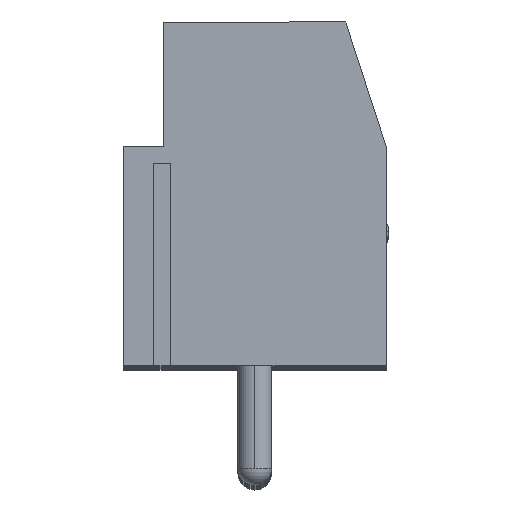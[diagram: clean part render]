
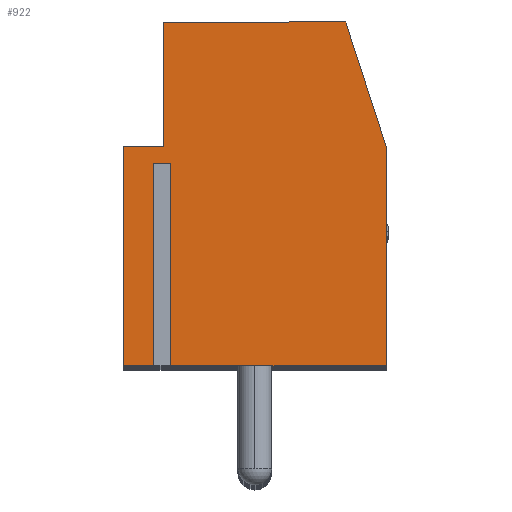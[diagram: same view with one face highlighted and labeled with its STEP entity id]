
A CAD part, top view. The second image highlights one B-rep face of the part: STEP entity #922.
In plain terms, the highlighted planar face has unit normal (0, 0, 1).
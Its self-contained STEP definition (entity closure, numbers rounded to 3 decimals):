
#68 = CARTESIAN_POINT ( 'NONE',  ( 3.9, 1.4, 0. ) ) ;
#77 = CARTESIAN_POINT ( 'NONE',  ( -3.9, 0., 0. ) ) ;
#127 = ORIENTED_EDGE ( 'NONE', *, *, #3551, .T. ) ;
#159 = CARTESIAN_POINT ( 'NONE',  ( -2.7, 0., 0. ) ) ;
#198 = DIRECTION ( 'NONE',  ( 1., 0., 0. ) ) ;
#316 = FACE_OUTER_BOUND ( 'NONE', #1053, .T. ) ;
#408 = LINE ( 'NONE', #3214, #2799 ) ;
#493 = LINE ( 'NONE', #159, #1743 ) ;
#551 = LINE ( 'NONE', #694, #2942 ) ;
#563 = EDGE_CURVE ( 'NONE', #1438, #3411, #4183, .T. ) ;
#582 = ORIENTED_EDGE ( 'NONE', *, *, #3706, .T. ) ;
#643 = AXIS2_PLACEMENT_3D ( 'NONE', #4647, #3968, #3878 ) ;
#667 = EDGE_CURVE ( 'NONE', #4793, #3026, #3590, .T. ) ;
#694 = CARTESIAN_POINT ( 'NONE',  ( 0., -5.1, 0. ) ) ;
#799 = ORIENTED_EDGE ( 'NONE', *, *, #1499, .F. ) ;
#842 = VERTEX_POINT ( 'NONE', #3355 ) ;
#845 = VERTEX_POINT ( 'NONE', #5947 ) ;
#863 = CARTESIAN_POINT ( 'NONE',  ( 2.7, 5.1, 0. ) ) ;
#880 = VERTEX_POINT ( 'NONE', #863 ) ;
#922 = ADVANCED_FACE ( 'NONE', ( #316 ), #4270, .T. ) ;
#924 = LINE ( 'NONE', #77, #2347 ) ;
#1053 = EDGE_LOOP ( 'NONE', ( #2081, #2461, #4084, #799, #1472, #5492, #4650, #3776, #582, #2284, #127 ) ) ;
#1333 = VERTEX_POINT ( 'NONE', #2973 ) ;
#1438 = VERTEX_POINT ( 'NONE', #4207 ) ;
#1472 = ORIENTED_EDGE ( 'NONE', *, *, #5919, .T. ) ;
#1499 = EDGE_CURVE ( 'NONE', #1333, #4793, #1669, .T. ) ;
#1557 = CARTESIAN_POINT ( 'NONE',  ( 3.9, -5.1, 0. ) ) ;
#1669 = LINE ( 'NONE', #3378, #2810 ) ;
#1743 = VECTOR ( 'NONE', #5342, 1000. ) ;
#1959 = CARTESIAN_POINT ( 'NONE',  ( -2.89, -9.1, 0. ) ) ;
#2001 = CARTESIAN_POINT ( 'NONE',  ( 3.9, 0., 0. ) ) ;
#2041 = CARTESIAN_POINT ( 'NONE',  ( 0., 5.1, 0. ) ) ;
#2081 = ORIENTED_EDGE ( 'NONE', *, *, #563, .T. ) ;
#2256 = VECTOR ( 'NONE', #3470, 1000. ) ;
#2284 = ORIENTED_EDGE ( 'NONE', *, *, #5041, .T. ) ;
#2316 = VECTOR ( 'NONE', #2917, 1000. ) ;
#2347 = VECTOR ( 'NONE', #2946, 1000. ) ;
#2393 = CARTESIAN_POINT ( 'NONE',  ( -2.89, 0.9, 0. ) ) ;
#2452 = DIRECTION ( 'NONE',  ( 0., 1., 0. ) ) ;
#2461 = ORIENTED_EDGE ( 'NONE', *, *, #3779, .T. ) ;
#2687 = VERTEX_POINT ( 'NONE', #1557 ) ;
#2799 = VECTOR ( 'NONE', #3687, 1000. ) ;
#2810 = VECTOR ( 'NONE', #5267, 1000. ) ;
#2917 = DIRECTION ( 'NONE',  ( -1., 0., 0. ) ) ;
#2942 = VECTOR ( 'NONE', #198, 1000. ) ;
#2946 = DIRECTION ( 'NONE',  ( 0., -1., 0. ) ) ;
#2973 = CARTESIAN_POINT ( 'NONE',  ( -2.61, -5.1, 0. ) ) ;
#3026 = VERTEX_POINT ( 'NONE', #2393 ) ;
#3114 = CARTESIAN_POINT ( 'NONE',  ( 0., -5.1, 0. ) ) ;
#3214 = CARTESIAN_POINT ( 'NONE',  ( 0., 1.4, 0. ) ) ;
#3355 = CARTESIAN_POINT ( 'NONE',  ( -2.7, 5.1, 0. ) ) ;
#3378 = CARTESIAN_POINT ( 'NONE',  ( -2.61, -9.1, 0. ) ) ;
#3411 = VERTEX_POINT ( 'NONE', #6008 ) ;
#3432 = CARTESIAN_POINT ( 'NONE',  ( -2.61, 0.9, 0. ) ) ;
#3470 = DIRECTION ( 'NONE',  ( 1., 0., 0. ) ) ;
#3544 = CARTESIAN_POINT ( 'NONE',  ( -2.7, 1.4, 0. ) ) ;
#3551 = EDGE_CURVE ( 'NONE', #845, #1438, #924, .T. ) ;
#3590 = LINE ( 'NONE', #5416, #2316 ) ;
#3681 = LINE ( 'NONE', #5714, #4757 ) ;
#3687 = DIRECTION ( 'NONE',  ( -1., 0., 0. ) ) ;
#3695 = LINE ( 'NONE', #1959, #5972 ) ;
#3706 = EDGE_CURVE ( 'NONE', #842, #4423, #493, .T. ) ;
#3776 = ORIENTED_EDGE ( 'NONE', *, *, #5770, .F. ) ;
#3779 = EDGE_CURVE ( 'NONE', #3411, #3026, #3695, .T. ) ;
#3822 = LINE ( 'NONE', #2001, #3976 ) ;
#3878 = DIRECTION ( 'NONE',  ( 1., 0., 0. ) ) ;
#3923 = DIRECTION ( 'NONE',  ( -0.309, 0.951, 0. ) ) ;
#3968 = DIRECTION ( 'NONE',  ( 0., 0., 1. ) ) ;
#3976 = VECTOR ( 'NONE', #5281, 1000. ) ;
#4084 = ORIENTED_EDGE ( 'NONE', *, *, #667, .F. ) ;
#4183 = LINE ( 'NONE', #3114, #5237 ) ;
#4207 = CARTESIAN_POINT ( 'NONE',  ( -3.9, -5.1, 0. ) ) ;
#4270 = PLANE ( 'NONE',  #643 ) ;
#4423 = VERTEX_POINT ( 'NONE', #3544 ) ;
#4647 = CARTESIAN_POINT ( 'NONE',  ( 0., 0., 0. ) ) ;
#4650 = ORIENTED_EDGE ( 'NONE', *, *, #5726, .T. ) ;
#4757 = VECTOR ( 'NONE', #3923, 1000. ) ;
#4793 = VERTEX_POINT ( 'NONE', #3432 ) ;
#4798 = EDGE_CURVE ( 'NONE', #5666, #2687, #3822, .T. ) ;
#5041 = EDGE_CURVE ( 'NONE', #4423, #845, #408, .T. ) ;
#5237 = VECTOR ( 'NONE', #5911, 1000. ) ;
#5267 = DIRECTION ( 'NONE',  ( 0., 1., 0. ) ) ;
#5281 = DIRECTION ( 'NONE',  ( 0., -1., 0. ) ) ;
#5342 = DIRECTION ( 'NONE',  ( 0., -1., 0. ) ) ;
#5416 = CARTESIAN_POINT ( 'NONE',  ( -3., 0.9, 0. ) ) ;
#5492 = ORIENTED_EDGE ( 'NONE', *, *, #4798, .F. ) ;
#5666 = VERTEX_POINT ( 'NONE', #68 ) ;
#5714 = CARTESIAN_POINT ( 'NONE',  ( 3.94, 1.278, 0. ) ) ;
#5726 = EDGE_CURVE ( 'NONE', #5666, #880, #3681, .T. ) ;
#5770 = EDGE_CURVE ( 'NONE', #842, #880, #5961, .T. ) ;
#5911 = DIRECTION ( 'NONE',  ( 1., 0., 0. ) ) ;
#5919 = EDGE_CURVE ( 'NONE', #1333, #2687, #551, .T. ) ;
#5947 = CARTESIAN_POINT ( 'NONE',  ( -3.9, 1.4, 0. ) ) ;
#5961 = LINE ( 'NONE', #2041, #2256 ) ;
#5972 = VECTOR ( 'NONE', #2452, 1000. ) ;
#6008 = CARTESIAN_POINT ( 'NONE',  ( -2.89, -5.1, 0. ) ) ;
